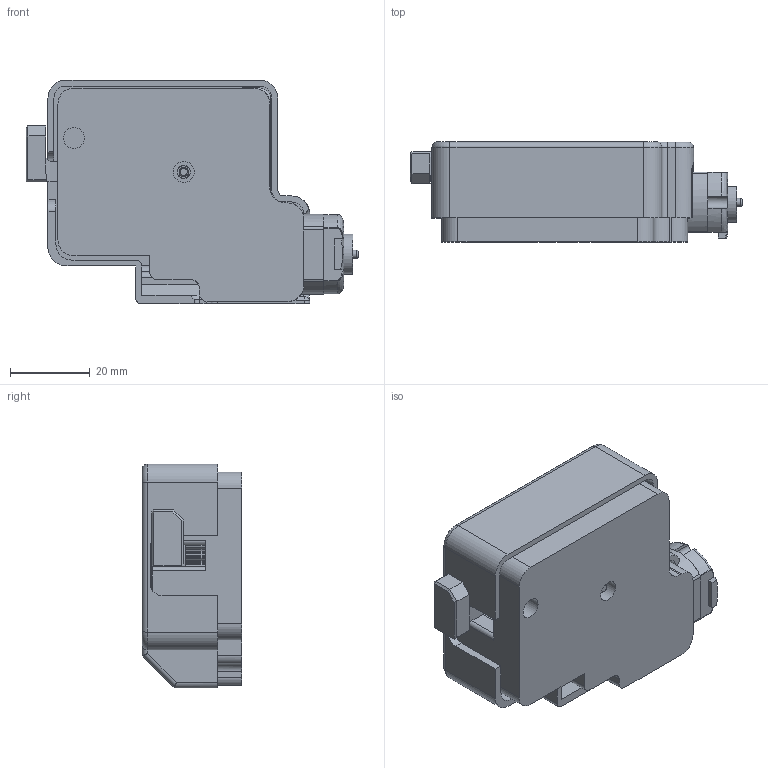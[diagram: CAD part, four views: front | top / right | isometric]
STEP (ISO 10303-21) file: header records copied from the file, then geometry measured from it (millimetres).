
FILE_DESCRIPTION(/* description */ (''),/* implementation_level */ '2;1');
FILE_NAME(/* name */ 'Pusher.step',/* time_stamp */ '2018-10-22T17:30:58-05:00',/* author */ (''),/* organization */ (''),/* preprocessor_version */ 'ST-DEVELOPER v17.2',/* originating_system */ 'Autodesk Translation Framework v7.6.0.251',/* authorisation */ '');
FILE_SCHEMA (('AUTOMOTIVE_DESIGN { 1 0 10303 214 3 1 1 }'));
Length unit declared in the file: millimetre
Products named in the file (8): Pusher; Pusher1_Mini; DirectBoxBottom40_Rotate; 40Gear; 40GearSpacer; simpler130; Axle; BoxCover_Direct40R
Assembly tree (7 placements, depth 2):
  Pusher
    Pusher1_Mini
    DirectBoxBottom40_Rotate
    40Gear
    40GearSpacer
    simpler130
    Axle
    BoxCover_Direct40R
Bounding box: 83.11 x 25 x 56.05 mm (x, y, z)
Volume: 50217.5 mm3; surface area: 35044.8 mm2
Topology: 12 solids, 12 shells, 821 faces, 2299 edges, 1512 vertices
Faces by surface type: cylinder 399, plane 354, bspline 27, cone 23, torus 18
Full cylindrical faces by diameter (mm): 2 x1, 2.2 x2, 2.381 x1, 3 x4, 3.15 x1, 3.2 x4, 3.25 x2, 4 x1, 5.25 x3, 5.35 x2, 6.15 x1, 7.5 x1, 8.2 x1, 38 x1
Entity records: 31005 total; most frequent: CARTESIAN_POINT 8890, DIRECTION 4732, ORIENTED_EDGE 4598, EDGE_CURVE 2299, AXIS2_PLACEMENT_3D 1699, VERTEX_POINT 1512, LINE 1334, VECTOR 1334
